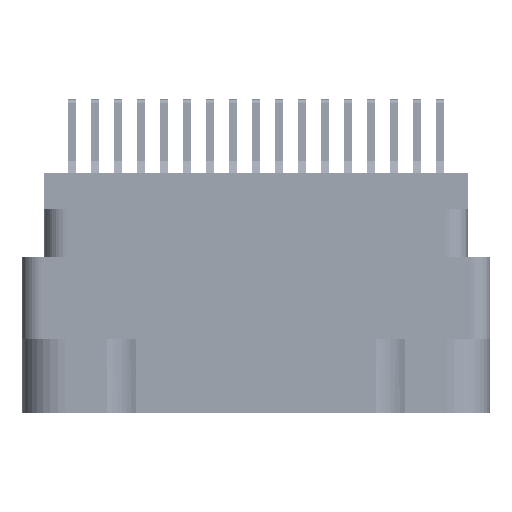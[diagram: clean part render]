
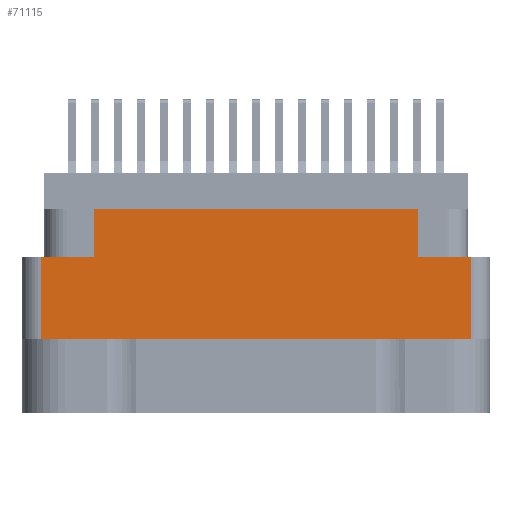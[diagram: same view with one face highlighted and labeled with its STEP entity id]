
A CAD part, left-side view. The second image highlights one B-rep face of the part: STEP entity #71115.
In plain terms, the highlighted planar face has unit normal (-1, 0, 0).
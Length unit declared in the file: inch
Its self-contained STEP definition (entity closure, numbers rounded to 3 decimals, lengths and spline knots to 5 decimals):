
#1170 = CARTESIAN_POINT ( 'NONE',  ( -1.375, 0.5285, -0.274 ) ) ;
#1811 = CARTESIAN_POINT ( 'NONE',  ( -1.375, 0.7005, -0.78 ) ) ;
#3526 = ORIENTED_EDGE ( 'NONE', *, *, #12433, .F. ) ;
#5002 = VECTOR ( 'NONE', #15891, 39.37008 ) ;
#10979 = PLANE ( 'NONE',  #35683 ) ;
#12433 = EDGE_CURVE ( 'NONE', #74112, #20381, #33405, .T. ) ;
#13286 = CARTESIAN_POINT ( 'NONE',  ( -1.375, -0.7005, -0.274 ) ) ;
#13911 = CARTESIAN_POINT ( 'NONE',  ( -1.375, -0.5285, -0.117 ) ) ;
#15579 = DIRECTION ( 'NONE',  ( 0., 0., 1. ) ) ;
#15891 = DIRECTION ( 'NONE',  ( 0., -1., 0. ) ) ;
#17220 = EDGE_CURVE ( 'NONE', #86356, #18129, #49168, .T. ) ;
#17647 = LINE ( 'NONE', #1811, #89865 ) ;
#18129 = VERTEX_POINT ( 'NONE', #13911 ) ;
#18376 = CARTESIAN_POINT ( 'NONE',  ( -1.375, 0.7005, -0.54 ) ) ;
#19326 = DIRECTION ( 'NONE',  ( 0., -1., 0. ) ) ;
#19846 = DIRECTION ( 'NONE',  ( 0., -1., 0. ) ) ;
#20381 = VERTEX_POINT ( 'NONE', #41456 ) ;
#21003 = VERTEX_POINT ( 'NONE', #30264 ) ;
#21456 = VECTOR ( 'NONE', #26132, 39.37008 ) ;
#21625 = FACE_OUTER_BOUND ( 'NONE', #72738, .T. ) ;
#23323 = DIRECTION ( 'NONE',  ( 0., -1., 0. ) ) ;
#23907 = VERTEX_POINT ( 'NONE', #82037 ) ;
#25488 = ORIENTED_EDGE ( 'NONE', *, *, #51359, .T. ) ;
#26132 = DIRECTION ( 'NONE',  ( 0., 0., 1. ) ) ;
#26350 = DIRECTION ( 'NONE',  ( 0., 0., -1. ) ) ;
#29066 = LINE ( 'NONE', #85078, #59667 ) ;
#30264 = CARTESIAN_POINT ( 'NONE',  ( -1.375, 0.7005, -0.274 ) ) ;
#31112 = CARTESIAN_POINT ( 'NONE',  ( -1.375, -0.7625, -0.78 ) ) ;
#33405 = LINE ( 'NONE', #1170, #35583 ) ;
#34911 = VECTOR ( 'NONE', #19846, 39.37008 ) ;
#35178 = EDGE_CURVE ( 'NONE', #20381, #18129, #29066, .T. ) ;
#35583 = VECTOR ( 'NONE', #84833, 39.37008 ) ;
#35634 = CARTESIAN_POINT ( 'NONE',  ( -1.375, 0.5285, -0.274 ) ) ;
#35683 = AXIS2_PLACEMENT_3D ( 'NONE', #31112, #87336, #37561 ) ;
#37561 = DIRECTION ( 'NONE',  ( 0., 0., 1. ) ) ;
#37863 = LINE ( 'NONE', #40456, #82693 ) ;
#40456 = CARTESIAN_POINT ( 'NONE',  ( -1.375, 0., -0.54 ) ) ;
#41456 = CARTESIAN_POINT ( 'NONE',  ( -1.375, 0.5285, -0.117 ) ) ;
#43189 = EDGE_CURVE ( 'NONE', #21003, #74112, #53528, .T. ) ;
#49168 = LINE ( 'NONE', #71582, #83037 ) ;
#51359 = EDGE_CURVE ( 'NONE', #21003, #75905, #17647, .T. ) ;
#53528 = LINE ( 'NONE', #62069, #34911 ) ;
#59667 = VECTOR ( 'NONE', #23323, 39.37008 ) ;
#62069 = CARTESIAN_POINT ( 'NONE',  ( -1.375, 0., -0.274 ) ) ;
#62803 = EDGE_CURVE ( 'NONE', #23907, #87509, #70714, .T. ) ;
#63950 = CARTESIAN_POINT ( 'NONE',  ( -1.375, 0., -0.274 ) ) ;
#65574 = ORIENTED_EDGE ( 'NONE', *, *, #76008, .T. ) ;
#66150 = LINE ( 'NONE', #63950, #5002 ) ;
#66775 = CARTESIAN_POINT ( 'NONE',  ( -1.375, -0.7005, -0.78 ) ) ;
#68876 = ORIENTED_EDGE ( 'NONE', *, *, #43189, .F. ) ;
#69882 = ORIENTED_EDGE ( 'NONE', *, *, #17220, .T. ) ;
#70714 = LINE ( 'NONE', #66775, #21456 ) ;
#71115 = ADVANCED_FACE ( 'NONE', ( #21625 ), #10979, .T. ) ;
#71582 = CARTESIAN_POINT ( 'NONE',  ( -1.375, -0.5285, -0.274 ) ) ;
#72120 = CARTESIAN_POINT ( 'NONE',  ( -1.375, -0.5285, -0.274 ) ) ;
#72640 = ORIENTED_EDGE ( 'NONE', *, *, #62803, .T. ) ;
#72738 = EDGE_LOOP ( 'NONE', ( #68876, #25488, #65574, #72640, #87191, #69882, #89516, #3526 ) ) ;
#74112 = VERTEX_POINT ( 'NONE', #35634 ) ;
#75905 = VERTEX_POINT ( 'NONE', #18376 ) ;
#76008 = EDGE_CURVE ( 'NONE', #75905, #23907, #37863, .T. ) ;
#77579 = EDGE_CURVE ( 'NONE', #86356, #87509, #66150, .T. ) ;
#82037 = CARTESIAN_POINT ( 'NONE',  ( -1.375, -0.7005, -0.54 ) ) ;
#82693 = VECTOR ( 'NONE', #19326, 39.37008 ) ;
#83037 = VECTOR ( 'NONE', #15579, 39.37008 ) ;
#84833 = DIRECTION ( 'NONE',  ( 0., 0., 1. ) ) ;
#85078 = CARTESIAN_POINT ( 'NONE',  ( -1.375, 0.7625, -0.117 ) ) ;
#86356 = VERTEX_POINT ( 'NONE', #72120 ) ;
#87191 = ORIENTED_EDGE ( 'NONE', *, *, #77579, .F. ) ;
#87336 = DIRECTION ( 'NONE',  ( -1., 0., 0. ) ) ;
#87509 = VERTEX_POINT ( 'NONE', #13286 ) ;
#89516 = ORIENTED_EDGE ( 'NONE', *, *, #35178, .F. ) ;
#89865 = VECTOR ( 'NONE', #26350, 39.37008 ) ;
